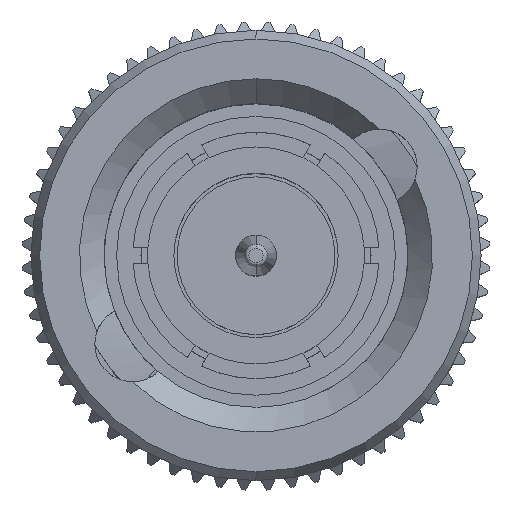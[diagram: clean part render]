
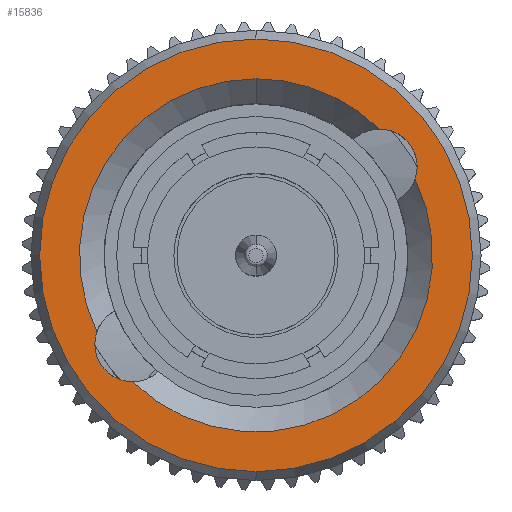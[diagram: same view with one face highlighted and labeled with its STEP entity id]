
A CAD part, top view. The second image highlights one B-rep face of the part: STEP entity #15836.
In plain terms, the highlighted face is planar.
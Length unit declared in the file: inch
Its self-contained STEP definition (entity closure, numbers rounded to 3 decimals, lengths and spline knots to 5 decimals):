
#294 = ORIENTED_EDGE ( 'NONE', *, *, #18148, .F. ) ;
#309 = CARTESIAN_POINT ( 'NONE',  ( 0.33873, 0., 0.26339 ) ) ;
#580 = CIRCLE ( 'NONE', #17095, 0.21494 ) ;
#660 = DIRECTION ( 'NONE',  ( 0., 0., -1. ) ) ;
#1275 = EDGE_LOOP ( 'NONE', ( #2619, #19435 ) ) ;
#1444 = DIRECTION ( 'NONE',  ( 0., 0., 1. ) ) ;
#1843 = DIRECTION ( 'NONE',  ( 0., 0., -1. ) ) ;
#2149 = EDGE_CURVE ( 'NONE', #19609, #14751, #2275, .T. ) ;
#2275 = CIRCLE ( 'NONE', #3437, 0.21494 ) ;
#2619 = ORIENTED_EDGE ( 'NONE', *, *, #21687, .T. ) ;
#2710 = EDGE_CURVE ( 'NONE', #14751, #13178, #580, .T. ) ;
#3058 = CARTESIAN_POINT ( 'NONE',  ( 0.33873, 0., 0. ) ) ;
#3260 = CIRCLE ( 'NONE', #4813, 0.046 ) ;
#3437 = AXIS2_PLACEMENT_3D ( 'NONE', #11527, #9730, #4540 ) ;
#3809 = EDGE_CURVE ( 'NONE', #5282, #11139, #13478, .T. ) ;
#4208 = VERTEX_POINT ( 'NONE', #19616 ) ;
#4210 = CIRCLE ( 'NONE', #19180, 0.26339 ) ;
#4540 = DIRECTION ( 'NONE',  ( 0., 0., -1. ) ) ;
#4725 = CARTESIAN_POINT ( 'NONE',  ( 0.33873, 0., 0.21494 ) ) ;
#4813 = AXIS2_PLACEMENT_3D ( 'NONE', #7267, #18424, #1843 ) ;
#5282 = VERTEX_POINT ( 'NONE', #17427 ) ;
#5864 = CARTESIAN_POINT ( 'NONE',  ( 0.33873, 0., 0. ) ) ;
#6078 = CARTESIAN_POINT ( 'NONE',  ( 0.33873, 0.15026, -0.10782 ) ) ;
#6494 = CARTESIAN_POINT ( 'NONE',  ( 0.33873, 0., -0.26339 ) ) ;
#6521 = DIRECTION ( 'NONE',  ( -1., 0., 0. ) ) ;
#7187 = CARTESIAN_POINT ( 'NONE',  ( 0.33873, 0., -0.26339 ) ) ;
#7267 = CARTESIAN_POINT ( 'NONE',  ( 0.33873, -0.15026, 0.10782 ) ) ;
#7430 = DIRECTION ( 'NONE',  ( -1., 0., 0. ) ) ;
#8210 = VERTEX_POINT ( 'NONE', #6494 ) ;
#8879 = EDGE_LOOP ( 'NONE', ( #14569, #16403, #20490, #15586, #294, #11312 ) ) ;
#9040 = AXIS2_PLACEMENT_3D ( 'NONE', #16665, #7430, #22061 ) ;
#9730 = DIRECTION ( 'NONE',  ( 1., 0., 0. ) ) ;
#9811 = DIRECTION ( 'NONE',  ( 1., 0., 0. ) ) ;
#9839 = AXIS2_PLACEMENT_3D ( 'NONE', #7187, #21701, #23301 ) ;
#11139 = VERTEX_POINT ( 'NONE', #19290 ) ;
#11312 = ORIENTED_EDGE ( 'NONE', *, *, #3809, .T. ) ;
#11527 = CARTESIAN_POINT ( 'NONE',  ( 0.33873, 0., 0. ) ) ;
#11585 = DIRECTION ( 'NONE',  ( -1., 0., 0. ) ) ;
#11908 = CARTESIAN_POINT ( 'NONE',  ( 0.33873, 0., 0. ) ) ;
#12110 = CIRCLE ( 'NONE', #9040, 0.26339 ) ;
#12372 = FACE_OUTER_BOUND ( 'NONE', #1275, .T. ) ;
#13178 = VERTEX_POINT ( 'NONE', #18426 ) ;
#13478 = CIRCLE ( 'NONE', #20751, 0.21494 ) ;
#14569 = ORIENTED_EDGE ( 'NONE', *, *, #22888, .F. ) ;
#14751 = VERTEX_POINT ( 'NONE', #4725 ) ;
#15586 = ORIENTED_EDGE ( 'NONE', *, *, #16158, .F. ) ;
#15836 = ADVANCED_FACE ( 'NONE', ( #12372, #15959 ), #23639, .F. ) ;
#15959 = FACE_BOUND ( 'NONE', #8879, .T. ) ;
#16158 = EDGE_CURVE ( 'NONE', #4208, #13178, #20898, .T. ) ;
#16403 = ORIENTED_EDGE ( 'NONE', *, *, #2149, .T. ) ;
#16608 = DIRECTION ( 'NONE',  ( -1., 0., 0. ) ) ;
#16665 = CARTESIAN_POINT ( 'NONE',  ( 0.33873, 0., 0. ) ) ;
#16774 = EDGE_CURVE ( 'NONE', #18323, #8210, #12110, .T. ) ;
#17095 = AXIS2_PLACEMENT_3D ( 'NONE', #3058, #19527, #19640 ) ;
#17427 = CARTESIAN_POINT ( 'NONE',  ( 0.33873, -0.1938, 0.09296 ) ) ;
#18148 = EDGE_CURVE ( 'NONE', #5282, #4208, #3260, .T. ) ;
#18286 = DIRECTION ( 'NONE',  ( 0., 0., -1. ) ) ;
#18323 = VERTEX_POINT ( 'NONE', #309 ) ;
#18424 = DIRECTION ( 'NONE',  ( -1., 0., 0. ) ) ;
#18426 = CARTESIAN_POINT ( 'NONE',  ( 0.33873, -0.15014, 0.15382 ) ) ;
#18602 = AXIS2_PLACEMENT_3D ( 'NONE', #6078, #11585, #22648 ) ;
#19180 = AXIS2_PLACEMENT_3D ( 'NONE', #11908, #6521, #1444 ) ;
#19290 = CARTESIAN_POINT ( 'NONE',  ( 0.33873, 0.15014, -0.15382 ) ) ;
#19435 = ORIENTED_EDGE ( 'NONE', *, *, #16774, .T. ) ;
#19527 = DIRECTION ( 'NONE',  ( 1., 0., 0. ) ) ;
#19609 = VERTEX_POINT ( 'NONE', #23501 ) ;
#19616 = CARTESIAN_POINT ( 'NONE',  ( 0.33873, -0.15026, 0.15382 ) ) ;
#19640 = DIRECTION ( 'NONE',  ( 0., 0., -1. ) ) ;
#20490 = ORIENTED_EDGE ( 'NONE', *, *, #2710, .T. ) ;
#20751 = AXIS2_PLACEMENT_3D ( 'NONE', #5864, #9811, #660 ) ;
#20898 = CIRCLE ( 'NONE', #21673, 0.046 ) ;
#21673 = AXIS2_PLACEMENT_3D ( 'NONE', #23274, #16608, #18286 ) ;
#21687 = EDGE_CURVE ( 'NONE', #8210, #18323, #4210, .T. ) ;
#21701 = DIRECTION ( 'NONE',  ( 1., 0., 0. ) ) ;
#22061 = DIRECTION ( 'NONE',  ( 0., 0., 1. ) ) ;
#22648 = DIRECTION ( 'NONE',  ( 0., 0., 1. ) ) ;
#22835 = CIRCLE ( 'NONE', #18602, 0.046 ) ;
#22888 = EDGE_CURVE ( 'NONE', #19609, #11139, #22835, .T. ) ;
#23274 = CARTESIAN_POINT ( 'NONE',  ( 0.33873, -0.15026, 0.10782 ) ) ;
#23301 = DIRECTION ( 'NONE',  ( 0., 0., -1. ) ) ;
#23501 = CARTESIAN_POINT ( 'NONE',  ( 0.33873, 0.1938, -0.09296 ) ) ;
#23639 = PLANE ( 'NONE',  #9839 ) ;
